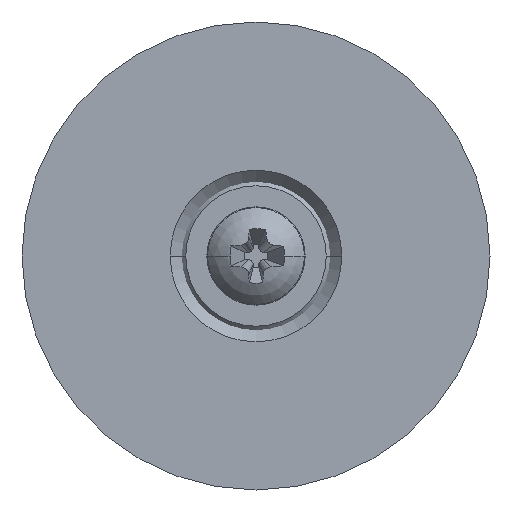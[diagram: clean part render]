
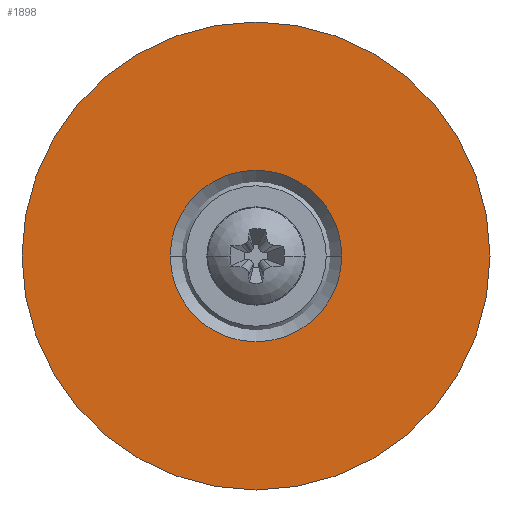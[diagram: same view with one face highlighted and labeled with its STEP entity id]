
A CAD part, front view. The second image highlights one B-rep face of the part: STEP entity #1898.
In plain terms, the highlighted planar face has unit normal (0, -1, 0).
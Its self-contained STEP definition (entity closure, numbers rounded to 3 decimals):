
#1649=CARTESIAN_POINT('',(0.,0.,0.));
#1650=DIRECTION('',(0.,1.,0.));
#1651=DIRECTION('',(-1.,0.,0.));
#1652=AXIS2_PLACEMENT_3D('',#1649,#1650,#1651);
#1654=CARTESIAN_POINT('',(0.,0.,0.));
#1655=DIRECTION('',(0.,1.,0.));
#1656=DIRECTION('',(1.,0.,0.));
#1657=AXIS2_PLACEMENT_3D('',#1654,#1655,#1656);
#1664=CARTESIAN_POINT('',(0.,0.,0.));
#1665=DIRECTION('',(0.,-1.,0.));
#1666=DIRECTION('',(1.,0.,0.));
#1667=AXIS2_PLACEMENT_3D('',#1664,#1665,#1666);
#1756=CARTESIAN_POINT('',(0.,0.,0.));
#1757=DIRECTION('',(0.,1.,0.));
#1758=DIRECTION('',(1.,0.,0.));
#1759=AXIS2_PLACEMENT_3D('',#1756,#1757,#1758);
#1769=CARTESIAN_POINT('',(15.,0.,0.));
#1770=CARTESIAN_POINT('',(-15.,0.,0.));
#1771=VERTEX_POINT('',#1769);
#1772=VERTEX_POINT('',#1770);
#1785=CARTESIAN_POINT('',(-5.5,0.,0.));
#1786=CARTESIAN_POINT('',(5.5,0.,0.));
#1787=VERTEX_POINT('',#1785);
#1788=VERTEX_POINT('',#1786);
#1882=CARTESIAN_POINT('',(0.,0.,0.));
#1883=DIRECTION('',(0.,-1.,0.));
#1884=DIRECTION('',(-1.,0.,0.));
#1885=AXIS2_PLACEMENT_3D('',#1882,#1883,#1884);
#1886=PLANE('',#1885);
#1888=ORIENTED_EDGE('',*,*,#1887,.F.);
#1890=ORIENTED_EDGE('',*,*,#1889,.T.);
#1891=EDGE_LOOP('',(#1888,#1890));
#1892=FACE_OUTER_BOUND('',#1891,.F.);
#1894=ORIENTED_EDGE('',*,*,#1893,.F.);
#1895=ORIENTED_EDGE('',*,*,#1872,.F.);
#1896=EDGE_LOOP('',(#1894,#1895));
#1897=FACE_BOUND('',#1896,.F.);
#1898=ADVANCED_FACE('',(#1892,#1897),#1886,.T.);
#1653=CIRCLE('',#1652,5.5);
#1658=CIRCLE('',#1657,5.5);
#1668=CIRCLE('',#1667,15.);
#1760=CIRCLE('',#1759,15.);
#1872=EDGE_CURVE('',#1788,#1787,#1658,.T.);
#1887=EDGE_CURVE('',#1771,#1772,#1668,.T.);
#1889=EDGE_CURVE('',#1771,#1772,#1760,.T.);
#1893=EDGE_CURVE('',#1787,#1788,#1653,.T.);
